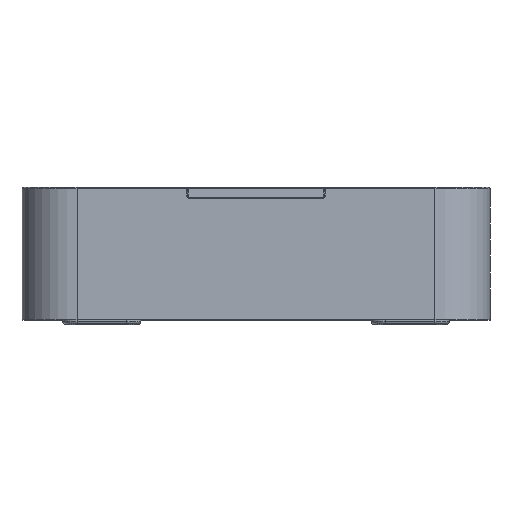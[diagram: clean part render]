
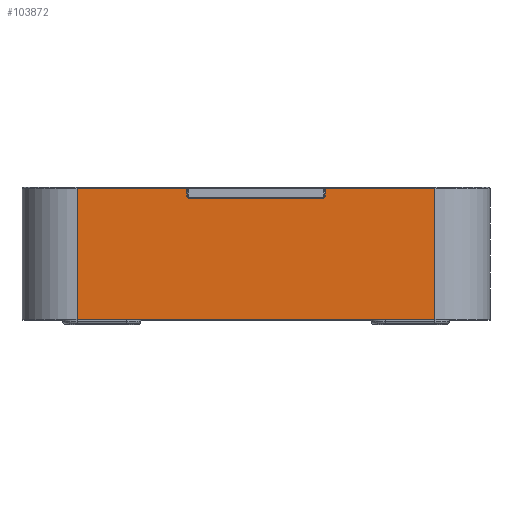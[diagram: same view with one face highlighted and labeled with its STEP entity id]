
A CAD part, top view. The second image highlights one B-rep face of the part: STEP entity #103872.
In plain terms, the highlighted planar face has unit normal (0, 0, 1).
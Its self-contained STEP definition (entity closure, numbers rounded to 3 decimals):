
#72630=CARTESIAN_POINT('',(-12.6,-0.2,42.5));
#72645=CARTESIAN_POINT('',(-11.9,-1.4,42.5));
#72646=DIRECTION('',(0.,0.,-1.));
#72647=DIRECTION('',(0.,-1.,0.));
#72648=AXIS2_PLACEMENT_3D('',#72645,#72646,#72647);
#72690=CARTESIAN_POINT('',(11.9,-1.4,42.5));
#72691=DIRECTION('',(0.,0.,-1.));
#72692=DIRECTION('',(1.,0.,0.));
#72693=AXIS2_PLACEMENT_3D('',#72690,#72691,#72692);
#72707=CARTESIAN_POINT('',(12.6,-0.2,42.5));
#72715=DIRECTION('',(0.,-1.,0.));
#72716=VECTOR('',#72715,1.2);
#72717=CARTESIAN_POINT('',(12.6,-0.2,42.5));
#72718=LINE('',#72717,#72716);
#74721=DIRECTION('',(0.,1.,0.));
#74722=VECTOR('',#74721,23.8);
#74723=CARTESIAN_POINT('',(32.5,-24.,42.5));
#74724=LINE('',#74723,#74722);
#80263=DIRECTION('',(-1.,0.,0.));
#80264=VECTOR('',#80263,65.);
#80265=CARTESIAN_POINT('',(32.5,-24.,42.5));
#80266=LINE('',#80265,#80264);
#80717=DIRECTION('',(0.,-1.,0.));
#80718=VECTOR('',#80717,23.8);
#80719=CARTESIAN_POINT('',(-32.5,-0.2,42.5));
#80720=LINE('',#80719,#80718);
#80721=DIRECTION('',(1.,0.,0.));
#80722=VECTOR('',#80721,23.8);
#80723=CARTESIAN_POINT('',(-11.9,-2.1,42.5));
#80724=LINE('',#80723,#80722);
#80725=DIRECTION('',(1.,0.,0.));
#80726=VECTOR('',#80725,19.9);
#80727=CARTESIAN_POINT('',(12.6,-0.2,42.5));
#80728=LINE('',#80727,#80726);
#80729=DIRECTION('',(1.,0.,0.));
#80730=VECTOR('',#80729,19.9);
#80731=CARTESIAN_POINT('',(-32.5,-0.2,42.5));
#80732=LINE('',#80731,#80730);
#80733=DIRECTION('',(0.,-1.,0.));
#80734=VECTOR('',#80733,1.2);
#80735=CARTESIAN_POINT('',(-12.6,-0.2,42.5));
#80736=LINE('',#80735,#80734);
#85075=CARTESIAN_POINT('',(-32.5,-0.2,42.5));
#85077=VERTEX_POINT('',#85075);
#85100=CARTESIAN_POINT('',(32.5,-0.2,42.5));
#85101=VERTEX_POINT('',#85100);
#85167=CARTESIAN_POINT('',(32.5,-24.,42.5));
#85169=VERTEX_POINT('',#85167);
#85170=CARTESIAN_POINT('',(-32.5,-24.,42.5));
#85172=VERTEX_POINT('',#85170);
#89044=VERTEX_POINT('',#72630);
#89045=VERTEX_POINT('',#72707);
#89047=CARTESIAN_POINT('',(-11.9,-2.1,42.5));
#89048=CARTESIAN_POINT('',(11.9,-2.1,42.5));
#89049=VERTEX_POINT('',#89047);
#89050=VERTEX_POINT('',#89048);
#89051=CARTESIAN_POINT('',(-12.6,-1.4,42.5));
#89052=VERTEX_POINT('',#89051);
#89053=CARTESIAN_POINT('',(12.6,-1.4,42.5));
#89054=VERTEX_POINT('',#89053);
#103855=CARTESIAN_POINT('',(-42.5,0.,42.5));
#103856=DIRECTION('',(0.,0.,1.));
#103857=DIRECTION('',(1.,0.,0.));
#103858=AXIS2_PLACEMENT_3D('',#103855,#103856,#103857);
#103859=PLANE('',#103858);
#103860=ORIENTED_EDGE('',*,*,#93463,.T.);
#103861=ORIENTED_EDGE('',*,*,#93477,.F.);
#103862=ORIENTED_EDGE('',*,*,#93497,.F.);
#103863=ORIENTED_EDGE('',*,*,#93523,.T.);
#103864=ORIENTED_EDGE('',*,*,#95715,.F.);
#103865=ORIENTED_EDGE('',*,*,#103245,.T.);
#103866=ORIENTED_EDGE('',*,*,#103811,.F.);
#103867=ORIENTED_EDGE('',*,*,#93412,.T.);
#103868=ORIENTED_EDGE('',*,*,#93428,.T.);
#103869=ORIENTED_EDGE('',*,*,#93449,.F.);
#103870=EDGE_LOOP('',(#103860,#103861,#103862,#103863,#103864,#103865,#103866,
#103867,#103868,#103869));
#103871=FACE_OUTER_BOUND('',#103870,.F.);
#103872=ADVANCED_FACE('',(#103871),#103859,.T.);
#72649=CIRCLE('',#72648,0.7);
#72694=CIRCLE('',#72693,0.7);
#93412=EDGE_CURVE('',#85077,#89044,#80732,.T.);
#93428=EDGE_CURVE('',#89044,#89052,#80736,.T.);
#93449=EDGE_CURVE('',#89049,#89052,#72649,.T.);
#93463=EDGE_CURVE('',#89049,#89050,#80724,.T.);
#93477=EDGE_CURVE('',#89054,#89050,#72694,.T.);
#93497=EDGE_CURVE('',#89045,#89054,#72718,.T.);
#93523=EDGE_CURVE('',#89045,#85101,#80728,.T.);
#95715=EDGE_CURVE('',#85169,#85101,#74724,.T.);
#103245=EDGE_CURVE('',#85169,#85172,#80266,.T.);
#103811=EDGE_CURVE('',#85077,#85172,#80720,.T.);
